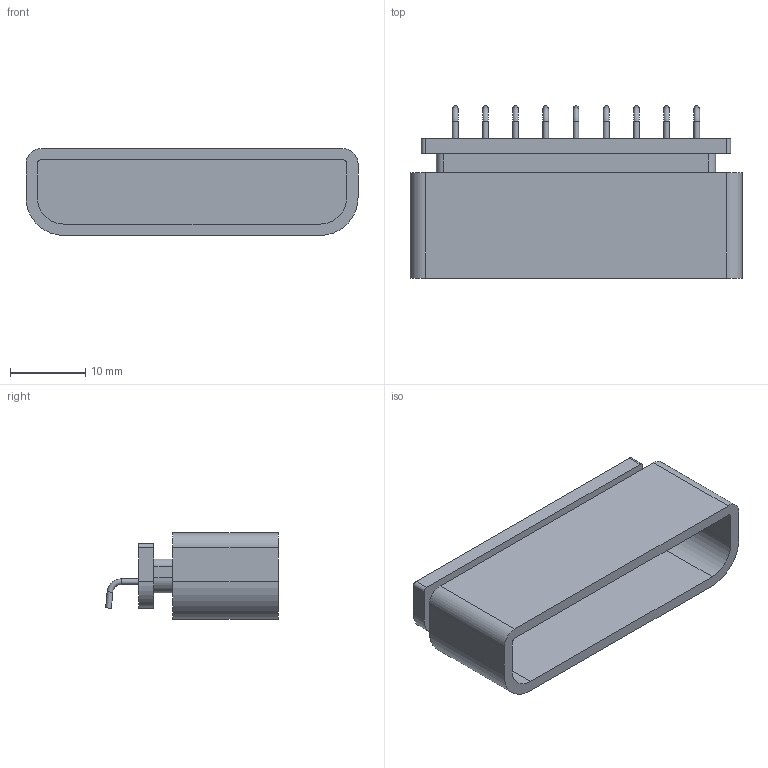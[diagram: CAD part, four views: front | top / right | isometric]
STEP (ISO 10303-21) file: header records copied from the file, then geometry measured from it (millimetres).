
FILE_DESCRIPTION(('FreeCAD Model'),'2;1');
FILE_NAME('Open CASCADE Shape Model','2023-07-30T21:27:56',(''),(''), 'Open CASCADE STEP processor 7.6','FreeCAD','Unknown');
FILE_SCHEMA(('AUTOMOTIVE_DESIGN { 1 0 10303 214 1 1 1 1 }'));
Length unit declared in the file: millimetre
Products named in the file (4): PSX; Body; Array; AdditivePipe001
Assembly tree (11 placements, depth 3):
  PSX
    Body
    Array
      AdditivePipe001  x9
Bounding box: 44 x 22.87 x 11.5 mm (x, y, z)
Volume: 3744.3 mm3; surface area: 4551 mm2
Topology: 10 solids, 10 shells, 82 faces, 159 edges, 100 vertices
Faces by surface type: plane 39, cylinder 34, torus 9
Full cylindrical faces by diameter (mm): 0.75 x18
Entity records: 2777 total; most frequent: CARTESIAN_POINT 534, DIRECTION 431, LINE 231, VECTOR 231, ORIENTED_EDGE 206, PCURVE 206, DEFINITIONAL_REPRESENTATION 206, EDGE_CURVE 103
